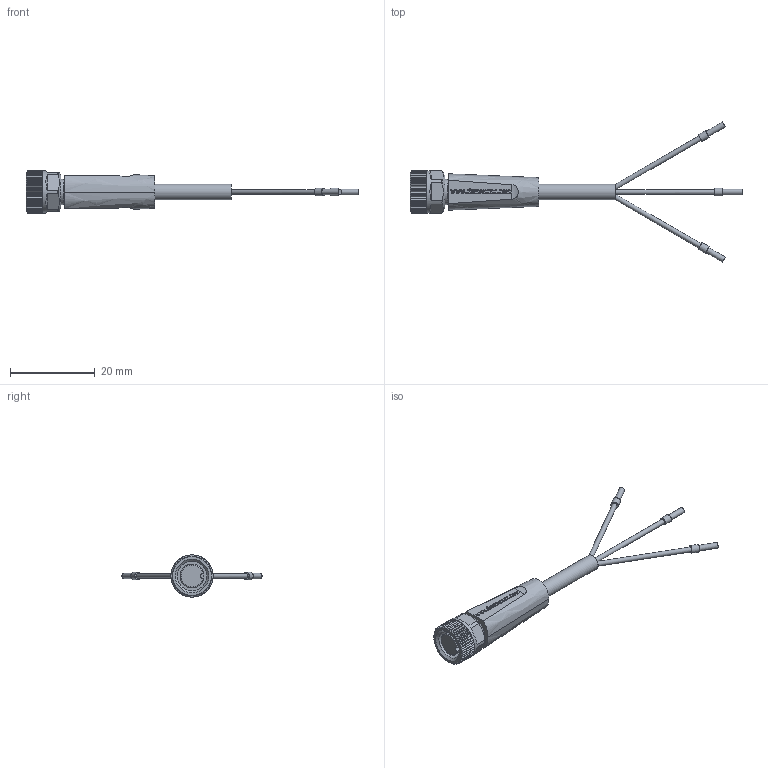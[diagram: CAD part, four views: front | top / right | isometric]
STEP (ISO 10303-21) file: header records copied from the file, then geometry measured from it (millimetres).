
FILE_DESCRIPTION(/* description */ ('Alibre Inc.'),/* implementation_level */ '2;1');
FILE_NAME(/* name */ 'export-43A70109-515C-4621-8DE7-C257C9DC945C',/* time_stamp */ '2020-08-10T16:17:41+02:00',/* author */ (''),/* organization */ (''),/* preprocessor_version */ 'ST-DEVELOPER v17',/* originating_system */ 'Alibre',/* authorisation */ '');
FILE_SCHEMA (('AUTOMOTIVE_DESIGN'));
Length unit declared in the file: millimetre
Products named in the file (1): _EVC141
Bounding box: 78.5 x 33.17 x 9.96 mm (x, y, z)
Volume: 1909.2 mm3; surface area: 1890.9 mm2
Topology: 1 solids, 1 shells, 530 faces, 1494 edges, 998 vertices
Faces by surface type: plane 318, bspline 181, cylinder 18, torus 8, cone 5
Full cylindrical faces by diameter (mm): 1.15 x3, 1.35 x3, 1.8 x3, 3.7 x1, 5.65 x1, 6 x1, 6.917 x1, 9.96 x1
Entity records: 17994 total; most frequent: CARTESIAN_POINT 5709, ORIENTED_EDGE 2988, DIRECTION 1526, EDGE_CURVE 1494, VERTEX_POINT 998, VECTOR 803, LINE 803, EDGE_LOOP 562
